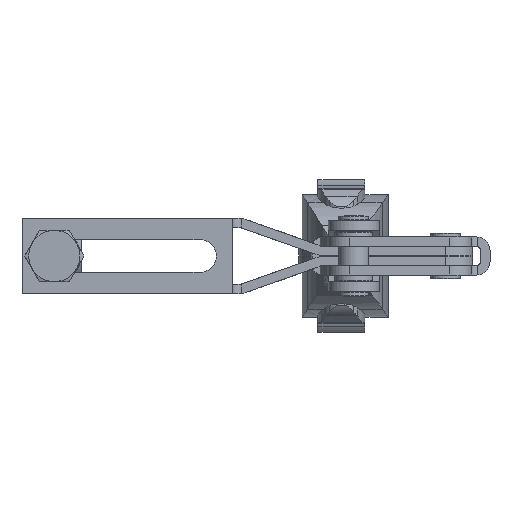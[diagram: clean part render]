
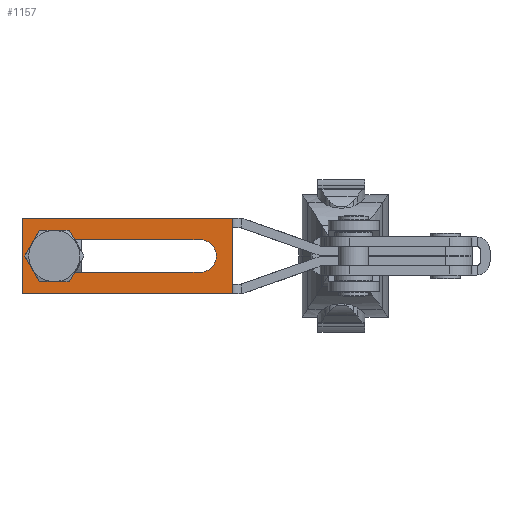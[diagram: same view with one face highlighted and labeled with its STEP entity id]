
A CAD part, front view. The second image highlights one B-rep face of the part: STEP entity #1157.
In plain terms, the highlighted planar face has unit normal (0, -1, 0).
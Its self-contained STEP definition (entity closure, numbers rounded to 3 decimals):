
#1157 = ADVANCED_FACE( '', ( #2364, #2365 ), #2366, .F. );
#2364 = FACE_BOUND( '', #3738, .T. );
#2365 = FACE_OUTER_BOUND( '', #3739, .T. );
#2366 = PLANE( '', #3740 );
#3738 = EDGE_LOOP( '', ( #6113, #6114, #6115, #6116 ) );
#3739 = EDGE_LOOP( '', ( #6117, #6118, #6119, #6120 ) );
#3740 = AXIS2_PLACEMENT_3D( '', #6121, #6122, #6123 );
#6113 = ORIENTED_EDGE( '', *, *, #8842, .T. );
#6114 = ORIENTED_EDGE( '', *, *, #8882, .T. );
#6115 = ORIENTED_EDGE( '', *, *, #8883, .T. );
#6116 = ORIENTED_EDGE( '', *, *, #8884, .T. );
#6117 = ORIENTED_EDGE( '', *, *, #8885, .T. );
#6118 = ORIENTED_EDGE( '', *, *, #8886, .F. );
#6119 = ORIENTED_EDGE( '', *, *, #8570, .F. );
#6120 = ORIENTED_EDGE( '', *, *, #8052, .T. );
#6121 = CARTESIAN_POINT( '', ( -157., -16.5, 14. ) );
#6122 = DIRECTION( '', ( 0., 1., 0. ) );
#6123 = DIRECTION( '', ( 0., 0., 1. ) );
#8052 = EDGE_CURVE( '', #9479, #9477, #9480, .T. );
#8570 = EDGE_CURVE( '', #9479, #10355, #10356, .T. );
#8842 = EDGE_CURVE( '', #10764, #10762, #10765, .T. );
#8882 = EDGE_CURVE( '', #10762, #10819, #10820, .T. );
#8883 = EDGE_CURVE( '', #10819, #10821, #10822, .T. );
#8884 = EDGE_CURVE( '', #10821, #10764, #10823, .T. );
#8885 = EDGE_CURVE( '', #9477, #10824, #10825, .T. );
#8886 = EDGE_CURVE( '', #10355, #10824, #10826, .T. );
#9477 = VERTEX_POINT( '', #11612 );
#9479 = VERTEX_POINT( '', #11615 );
#9480 = LINE( '', #11616, #11617 );
#10355 = VERTEX_POINT( '', #13075 );
#10356 = LINE( '', #13076, #13077 );
#10762 = VERTEX_POINT( '', #13638 );
#10764 = VERTEX_POINT( '', #13641 );
#10765 = CIRCLE( '', #13642, 6.05 );
#10819 = VERTEX_POINT( '', #13728 );
#10820 = LINE( '', #13729, #13730 );
#10821 = VERTEX_POINT( '', #13731 );
#10822 = CIRCLE( '', #13732, 6.05 );
#10823 = LINE( '', #13733, #13734 );
#10824 = VERTEX_POINT( '', #13735 );
#10825 = LINE( '', #13736, #13737 );
#10826 = LINE( '', #13738, #13739 );
#11612 = CARTESIAN_POINT( '', ( -157., -16.5, -14. ) );
#11615 = CARTESIAN_POINT( '', ( -157., -16.5, 14. ) );
#11616 = CARTESIAN_POINT( '', ( -157., -16.5, 14. ) );
#11617 = VECTOR( '', #14878, 1000. );
#13075 = CARTESIAN_POINT( '', ( -79., -16.5, 14. ) );
#13076 = CARTESIAN_POINT( '', ( -157., -16.5, 14. ) );
#13077 = VECTOR( '', #15551, 1000. );
#13638 = CARTESIAN_POINT( '', ( -91., -16.5, -6.05 ) );
#13641 = CARTESIAN_POINT( '', ( -91., -16.5, 6.05 ) );
#13642 = AXIS2_PLACEMENT_3D( '', #15907, #15908, #15909 );
#13728 = CARTESIAN_POINT( '', ( -145., -16.5, -6.05 ) );
#13729 = CARTESIAN_POINT( '', ( -91., -16.5, -6.05 ) );
#13730 = VECTOR( '', #15945, 1000. );
#13731 = CARTESIAN_POINT( '', ( -145., -16.5, 6.05 ) );
#13732 = AXIS2_PLACEMENT_3D( '', #15946, #15947, #15948 );
#13733 = CARTESIAN_POINT( '', ( -145., -16.5, 6.05 ) );
#13734 = VECTOR( '', #15949, 1000. );
#13735 = CARTESIAN_POINT( '', ( -79., -16.5, -14. ) );
#13736 = CARTESIAN_POINT( '', ( -157., -16.5, -14. ) );
#13737 = VECTOR( '', #15950, 1000. );
#13738 = CARTESIAN_POINT( '', ( -79., -16.5, 14. ) );
#13739 = VECTOR( '', #15951, 1000. );
#14878 = DIRECTION( '', ( 0., 0., -1. ) );
#15551 = DIRECTION( '', ( 1., 0., 0. ) );
#15907 = CARTESIAN_POINT( '', ( -91., -16.5, 0. ) );
#15908 = DIRECTION( '', ( 0., 1., 0. ) );
#15909 = DIRECTION( '', ( 1., 0., 0. ) );
#15945 = DIRECTION( '', ( -1., 0., 0. ) );
#15946 = CARTESIAN_POINT( '', ( -145., -16.5, 0. ) );
#15947 = DIRECTION( '', ( 0., 1., 0. ) );
#15948 = DIRECTION( '', ( 1., 0., 0. ) );
#15949 = DIRECTION( '', ( 1., 0., 0. ) );
#15950 = DIRECTION( '', ( 1., 0., 0. ) );
#15951 = DIRECTION( '', ( 0., 0., -1. ) );
